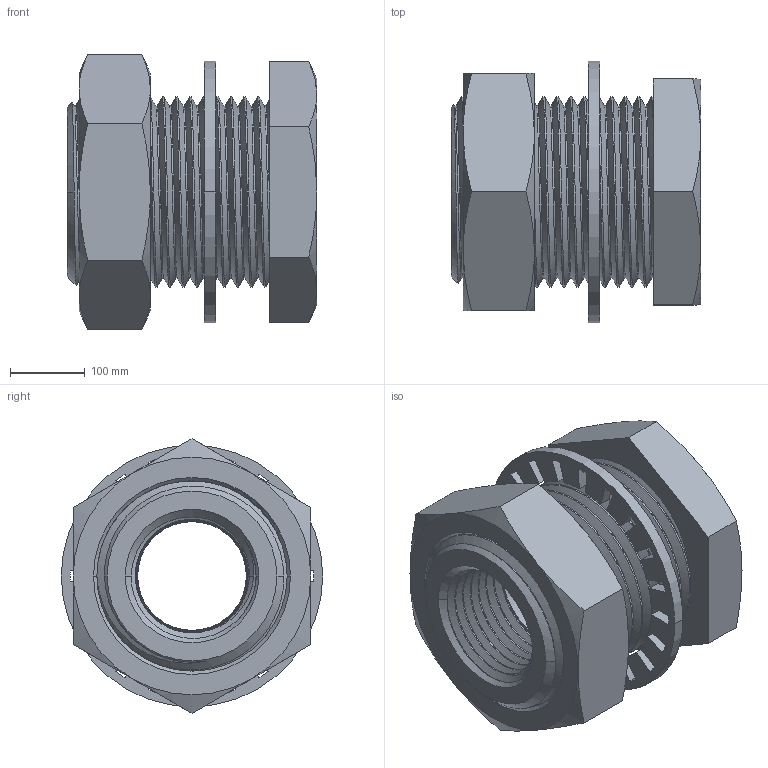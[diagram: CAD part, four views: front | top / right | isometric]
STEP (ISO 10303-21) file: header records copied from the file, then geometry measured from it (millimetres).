
FILE_DESCRIPTION(/* description */ (''),/* implementation_level */ '2;1');
FILE_NAME(/* name */ '129-N3.stp',/* time_stamp */ '2024-01-23T10:22:49-05:00',/* author */ ('esanner'),/* organization */ (''),/* preprocessor_version */ 'ST-DEVELOPER v19',/* originating_system */ 'AutoCAD Mechanical',/* authorisation */ '');
FILE_SCHEMA (('AUTOMOTIVE_DESIGN { 1 0 10303 214 3 1 1 }'));
Length unit declared in the file: centimetre
Products named in the file (2): Product; 129-N3
Assembly tree (1 placements, depth 2):
  Product
    129-N3
Bounding box: 333.38 x 349.25 x 366.62 mm (x, y, z)
Volume: 15086931.5 mm3; surface area: 1106437 mm2
Topology: 2 solids, 2 shells, 225 faces, 624 edges, 406 vertices
Faces by surface type: cylinder 94, cone 62, plane 61, bspline 8
Full cylindrical faces by diameter (mm): 230.432 x14
Entity records: 17353 total; most frequent: CARTESIAN_POINT 12006, ORIENTED_EDGE 1248, DIRECTION 986, EDGE_CURVE 624, VERTEX_POINT 406, AXIS2_PLACEMENT_3D 358, LINE 270, VECTOR 270
